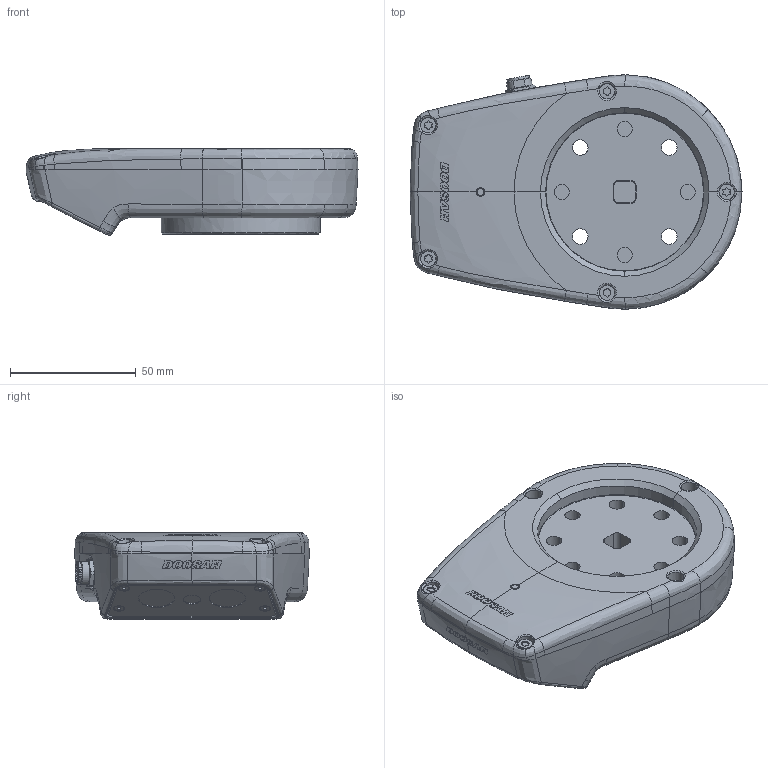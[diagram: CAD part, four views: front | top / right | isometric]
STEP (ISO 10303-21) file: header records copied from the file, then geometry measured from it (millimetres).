
FILE_DESCRIPTION(('CATIA V5 STEP Exchange'),'2;1');
FILE_NAME('Doosan_Robotics_Smart_Vision_Module.stp','2019-09-06T02:05:53+00:00',('none'),('none'),'Version 5-6 Release 2012','CATIA V5 STEP AP203','none');
FILE_SCHEMA(('CONFIG_CONTROL_DESIGN'));
Length unit declared in the file: millimetre
Products named in the file (1): Smart_Vision_Module
Bounding box: 131.87 x 93.16 x 34.49 mm (x, y, z)
Surface area: 37496.2 mm2 (no closed solid volume)
Topology: 0 solids, 17 shells, 639 faces, 1698 edges, 1094 vertices
Faces by surface type: bspline 181, plane 155, cylinder 152, cone 129, torus 15, extrusion 7
Entity records: 31440 total; most frequent: CARTESIAN_POINT 17650, ORIENTED_EDGE 3217, DIRECTION 1888, EDGE_CURVE 1690, VERTEX_POINT 1094, AXIS2_PLACEMENT_3D 875, EDGE_LOOP 705, B_SPLINE_CURVE_WITH_KNOTS 700
